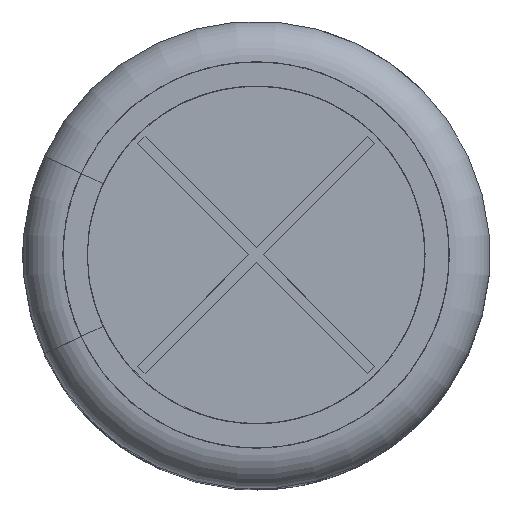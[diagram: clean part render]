
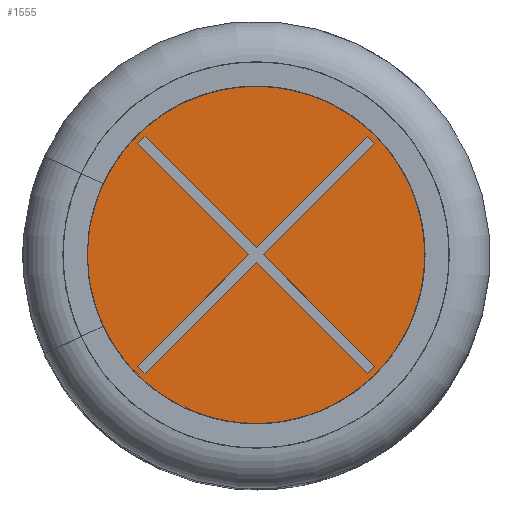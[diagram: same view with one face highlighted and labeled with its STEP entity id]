
A CAD part, top view. The second image highlights one B-rep face of the part: STEP entity #1555.
In plain terms, the highlighted planar face has unit normal (0, 0, 1).
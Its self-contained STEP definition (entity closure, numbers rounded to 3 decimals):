
#1555 = ADVANCED_FACE( '', ( #3226, #3227 ), #3228, .T. );
#3226 = FACE_OUTER_BOUND( '', #9608, .T. );
#3227 = FACE_BOUND( '', #9609, .T. );
#3228 = PLANE( '', #9610 );
#9608 = EDGE_LOOP( '', ( #14041 ) );
#9609 = EDGE_LOOP( '', ( #14042, #14043, #14044, #14045, #14046, #14047, #14048, #14049, #14050, #14051, #14052, #14053 ) );
#9610 = AXIS2_PLACEMENT_3D( '', #14054, #14055, #14056 );
#14041 = ORIENTED_EDGE( '', *, *, #15474, .F. );
#14042 = ORIENTED_EDGE( '', *, *, #15296, .T. );
#14043 = ORIENTED_EDGE( '', *, *, #15779, .T. );
#14044 = ORIENTED_EDGE( '', *, *, #15913, .T. );
#14045 = ORIENTED_EDGE( '', *, *, #15823, .T. );
#14046 = ORIENTED_EDGE( '', *, *, #14581, .T. );
#14047 = ORIENTED_EDGE( '', *, *, #15640, .T. );
#14048 = ORIENTED_EDGE( '', *, *, #14323, .T. );
#14049 = ORIENTED_EDGE( '', *, *, #15689, .T. );
#14050 = ORIENTED_EDGE( '', *, *, #15657, .T. );
#14051 = ORIENTED_EDGE( '', *, *, #15453, .T. );
#14052 = ORIENTED_EDGE( '', *, *, #15648, .T. );
#14053 = ORIENTED_EDGE( '', *, *, #15544, .T. );
#14054 = CARTESIAN_POINT( '', ( -3.308, 0., 13.78 ) );
#14055 = DIRECTION( '', ( 0., 0., 1. ) );
#14056 = DIRECTION( '', ( 1., 0., 0. ) );
#14323 = EDGE_CURVE( '', #16248, #16249, #16250, .T. );
#14581 = EDGE_CURVE( '', #16693, #16694, #16695, .T. );
#15296 = EDGE_CURVE( '', #17841, #17842, #17843, .T. );
#15453 = EDGE_CURVE( '', #18036, #18037, #18038, .T. );
#15474 = EDGE_CURVE( '', #18063, #18063, #18064, .T. );
#15544 = EDGE_CURVE( '', #18149, #17841, #18150, .T. );
#15640 = EDGE_CURVE( '', #16694, #16248, #18270, .T. );
#15648 = EDGE_CURVE( '', #18037, #18149, #18278, .T. );
#15657 = EDGE_CURVE( '', #18287, #18036, #18288, .T. );
#15689 = EDGE_CURVE( '', #16249, #18287, #18326, .T. );
#15779 = EDGE_CURVE( '', #17842, #18423, #18424, .T. );
#15823 = EDGE_CURVE( '', #18470, #16693, #18471, .T. );
#15913 = EDGE_CURVE( '', #18423, #18470, #18563, .T. );
#16248 = VERTEX_POINT( '', #19284 );
#16249 = VERTEX_POINT( '', #19285 );
#16250 = LINE( '', #19286, #19287 );
#16693 = VERTEX_POINT( '', #20154 );
#16694 = VERTEX_POINT( '', #20155 );
#16695 = LINE( '', #20156, #20157 );
#17841 = VERTEX_POINT( '', #23223 );
#17842 = VERTEX_POINT( '', #23224 );
#17843 = LINE( '', #23225, #23226 );
#18036 = VERTEX_POINT( '', #23590 );
#18037 = VERTEX_POINT( '', #23591 );
#18038 = LINE( '', #23592, #23593 );
#18063 = VERTEX_POINT( '', #23629 );
#18064 = CIRCLE( '', #23630, 3.308 );
#18149 = VERTEX_POINT( '', #23775 );
#18150 = LINE( '', #23776, #23777 );
#18270 = LINE( '', #24006, #24007 );
#18278 = LINE( '', #24018, #24019 );
#18287 = VERTEX_POINT( '', #24030 );
#18288 = LINE( '', #24031, #24032 );
#18326 = LINE( '', #24178, #24179 );
#18423 = VERTEX_POINT( '', #24397 );
#18424 = LINE( '', #24398, #24399 );
#18470 = VERTEX_POINT( '', #24454 );
#18471 = LINE( '', #24455, #24456 );
#18563 = LINE( '', #24592, #24593 );
#19284 = CARTESIAN_POINT( '', ( 2.026, -1.9, 13.78 ) );
#19285 = CARTESIAN_POINT( '', ( 1.9, -2.026, 13.78 ) );
#19286 = CARTESIAN_POINT( '', ( 2.026, -1.9, 13.78 ) );
#19287 = VECTOR( '', #24798, 1000. );
#20154 = CARTESIAN_POINT( '', ( 2.026, 1.9, 13.78 ) );
#20155 = CARTESIAN_POINT( '', ( 0.126, 0., 13.78 ) );
#20156 = CARTESIAN_POINT( '', ( 0.126, 0., 13.78 ) );
#20157 = VECTOR( '', #25073, 1000. );
#23223 = CARTESIAN_POINT( '', ( -2.026, 1.9, 13.78 ) );
#23224 = CARTESIAN_POINT( '', ( -1.9, 2.026, 13.78 ) );
#23225 = CARTESIAN_POINT( '', ( -1.9, 2.026, 13.78 ) );
#23226 = VECTOR( '', #25834, 1000. );
#23590 = CARTESIAN_POINT( '', ( -1.9, -2.026, 13.78 ) );
#23591 = CARTESIAN_POINT( '', ( -2.026, -1.9, 13.78 ) );
#23592 = CARTESIAN_POINT( '', ( -1.9, -2.026, 13.78 ) );
#23593 = VECTOR( '', #25940, 1000. );
#23629 = CARTESIAN_POINT( '', ( -3.308, 0., 13.78 ) );
#23630 = AXIS2_PLACEMENT_3D( '', #25952, #25953, #25954 );
#23775 = CARTESIAN_POINT( '', ( -0.126, 0., 13.78 ) );
#23776 = CARTESIAN_POINT( '', ( -0.126, 0., 13.78 ) );
#23777 = VECTOR( '', #26012, 1000. );
#24006 = CARTESIAN_POINT( '', ( 0.126, 0., 13.78 ) );
#24007 = VECTOR( '', #26083, 1000. );
#24018 = CARTESIAN_POINT( '', ( -0.126, 0., 13.78 ) );
#24019 = VECTOR( '', #26087, 1000. );
#24030 = CARTESIAN_POINT( '', ( 0., -0.126, 13.78 ) );
#24031 = CARTESIAN_POINT( '', ( 0., -0.126, 13.78 ) );
#24032 = VECTOR( '', #26093, 1000. );
#24178 = CARTESIAN_POINT( '', ( 0., -0.126, 13.78 ) );
#24179 = VECTOR( '', #26108, 1000. );
#24397 = CARTESIAN_POINT( '', ( 0., 0.126, 13.78 ) );
#24398 = CARTESIAN_POINT( '', ( 0., 0.126, 13.78 ) );
#24399 = VECTOR( '', #26154, 1000. );
#24454 = CARTESIAN_POINT( '', ( 1.9, 2.026, 13.78 ) );
#24455 = CARTESIAN_POINT( '', ( 2.026, 1.9, 13.78 ) );
#24456 = VECTOR( '', #26172, 1000. );
#24592 = CARTESIAN_POINT( '', ( 0., 0.126, 13.78 ) );
#24593 = VECTOR( '', #26206, 1000. );
#24798 = DIRECTION( '', ( -0.707, -0.707, 0. ) );
#25073 = DIRECTION( '', ( -0.707, -0.707, 0. ) );
#25834 = DIRECTION( '', ( 0.707, 0.707, 0. ) );
#25940 = DIRECTION( '', ( -0.707, 0.707, 0. ) );
#25952 = CARTESIAN_POINT( '', ( 0., 0., 13.78 ) );
#25953 = DIRECTION( '', ( 0., 0., -1. ) );
#25954 = DIRECTION( '', ( -1., 0., 0. ) );
#26012 = DIRECTION( '', ( -0.707, 0.707, 0. ) );
#26083 = DIRECTION( '', ( 0.707, -0.707, 0. ) );
#26087 = DIRECTION( '', ( 0.707, 0.707, 0. ) );
#26093 = DIRECTION( '', ( -0.707, -0.707, 0. ) );
#26108 = DIRECTION( '', ( -0.707, 0.707, 0. ) );
#26154 = DIRECTION( '', ( 0.707, -0.707, 0. ) );
#26172 = DIRECTION( '', ( 0.707, -0.707, 0. ) );
#26206 = DIRECTION( '', ( 0.707, 0.707, 0. ) );
